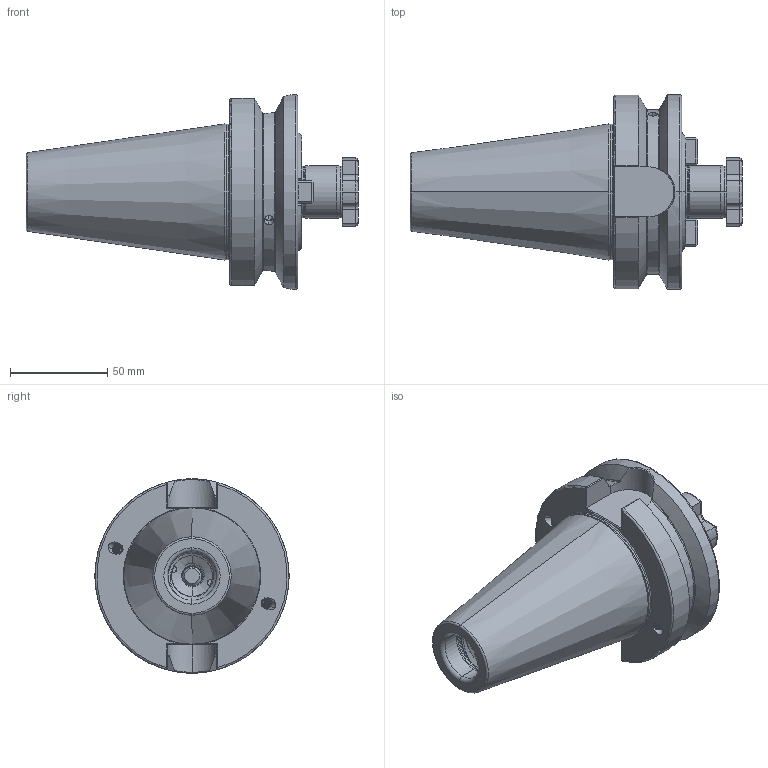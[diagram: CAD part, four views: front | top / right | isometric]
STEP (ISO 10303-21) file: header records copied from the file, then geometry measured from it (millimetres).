
FILE_DESCRIPTION (( 'STEP AP203' ), '1' );
FILE_NAME ('506.11.27.STEP', '2016-11-26T02:39:58', ( '' ), ( '' ), 'SwSTEP 2.0', 'SolidWorks 2012', '' );
FILE_SCHEMA (( 'CONFIG_CONTROL_DESIGN' ));
Length unit declared in the file: millimetre
Products named in the file (5): 十字螺絲FMB27; 506.11.27; 面銑刀墊塊27; 102.11.27_M4xP0.7-16L
Assembly tree (6 placements, depth 2):
  506.11.27
    506.11.27
    十字螺絲FMB27
    面銑刀墊塊27  x2
    102.11.27_M4xP0.7-16L  x2
Bounding box: 170.8 x 100 x 100 mm (x, y, z)
Volume: 464796.3 mm3; surface area: 68532.6 mm2
Topology: 6 solids, 6 shells, 616 faces, 1634 edges, 1028 vertices
Faces by surface type: cylinder 313, plane 151, cone 61, torus 56, bspline 35
Entity records: 33821 total; most frequent: CARTESIAN_POINT 22035, ORIENTED_EDGE 2706, DIRECTION 2032, EDGE_CURVE 1353, VERTEX_POINT 860, AXIS2_PLACEMENT_3D 772, EDGE_LOOP 523, FACE_OUTER_BOUND 504
